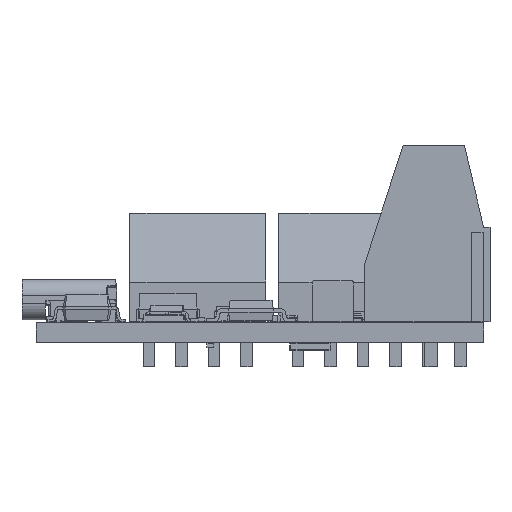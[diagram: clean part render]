
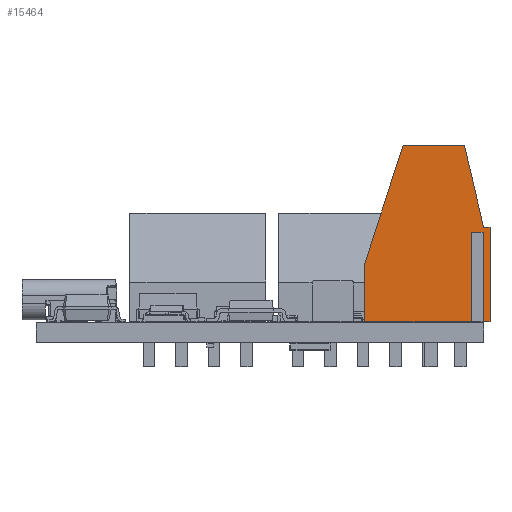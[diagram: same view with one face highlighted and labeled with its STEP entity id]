
A CAD part, left-side view. The second image highlights one B-rep face of the part: STEP entity #15464.
In plain terms, the highlighted planar face has unit normal (-1, 0, 0).
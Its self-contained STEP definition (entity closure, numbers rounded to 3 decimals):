
#15464 = ADVANCED_FACE('',(#15465),#15555,.F.);
#15465 = FACE_BOUND('',#15466,.F.);
#15466 = EDGE_LOOP('',(#15467,#15477,#15485,#15493,#15501,#15509,#15517,
    #15525,#15533,#15541,#15549));
#15467 = ORIENTED_EDGE('',*,*,#15468,.T.);
#15468 = EDGE_CURVE('',#15469,#15471,#15473,.T.);
#15469 = VERTEX_POINT('',#15470);
#15470 = CARTESIAN_POINT('',(-2.54,-2.6,13.8));
#15471 = VERTEX_POINT('',#15472);
#15472 = CARTESIAN_POINT('',(-2.54,-4.1,7.4));
#15473 = LINE('',#15474,#15475);
#15474 = CARTESIAN_POINT('',(-2.54,-2.6,13.8));
#15475 = VECTOR('',#15476,1.);
#15476 = DIRECTION('',(0.,-0.228,-0.974));
#15477 = ORIENTED_EDGE('',*,*,#15478,.T.);
#15478 = EDGE_CURVE('',#15471,#15479,#15481,.T.);
#15479 = VERTEX_POINT('',#15480);
#15480 = CARTESIAN_POINT('',(-2.54,-4.6,7.4));
#15481 = LINE('',#15482,#15483);
#15482 = CARTESIAN_POINT('',(-2.54,-4.1,7.4));
#15483 = VECTOR('',#15484,1.);
#15484 = DIRECTION('',(0.,-1.,0.));
#15485 = ORIENTED_EDGE('',*,*,#15486,.T.);
#15486 = EDGE_CURVE('',#15479,#15487,#15489,.T.);
#15487 = VERTEX_POINT('',#15488);
#15488 = CARTESIAN_POINT('',(-2.54,-4.6,0.));
#15489 = LINE('',#15490,#15491);
#15490 = CARTESIAN_POINT('',(-2.54,-4.6,13.8));
#15491 = VECTOR('',#15492,1.);
#15492 = DIRECTION('',(0.,0.,-1.));
#15493 = ORIENTED_EDGE('',*,*,#15494,.T.);
#15494 = EDGE_CURVE('',#15487,#15495,#15497,.T.);
#15495 = VERTEX_POINT('',#15496);
#15496 = CARTESIAN_POINT('',(-2.54,-3.83,0.));
#15497 = LINE('',#15498,#15499);
#15498 = CARTESIAN_POINT('',(-2.54,-4.6,0.));
#15499 = VECTOR('',#15500,1.);
#15500 = DIRECTION('',(0.,1.,0.));
#15501 = ORIENTED_EDGE('',*,*,#15502,.T.);
#15502 = EDGE_CURVE('',#15495,#15503,#15505,.T.);
#15503 = VERTEX_POINT('',#15504);
#15504 = CARTESIAN_POINT('',(-2.54,-3.83,7.));
#15505 = LINE('',#15506,#15507);
#15506 = CARTESIAN_POINT('',(-2.54,-3.83,0.));
#15507 = VECTOR('',#15508,1.);
#15508 = DIRECTION('',(0.,0.,1.));
#15509 = ORIENTED_EDGE('',*,*,#15510,.T.);
#15510 = EDGE_CURVE('',#15503,#15511,#15513,.T.);
#15511 = VERTEX_POINT('',#15512);
#15512 = CARTESIAN_POINT('',(-2.54,-3.37,7.));
#15513 = LINE('',#15514,#15515);
#15514 = CARTESIAN_POINT('',(-2.54,-3.83,7.));
#15515 = VECTOR('',#15516,1.);
#15516 = DIRECTION('',(0.,1.,0.));
#15517 = ORIENTED_EDGE('',*,*,#15518,.F.);
#15518 = EDGE_CURVE('',#15519,#15511,#15521,.T.);
#15519 = VERTEX_POINT('',#15520);
#15520 = CARTESIAN_POINT('',(-2.54,-3.37,0.));
#15521 = LINE('',#15522,#15523);
#15522 = CARTESIAN_POINT('',(-2.54,-3.37,0.));
#15523 = VECTOR('',#15524,1.);
#15524 = DIRECTION('',(0.,0.,1.));
#15525 = ORIENTED_EDGE('',*,*,#15526,.T.);
#15526 = EDGE_CURVE('',#15519,#15527,#15529,.T.);
#15527 = VERTEX_POINT('',#15528);
#15528 = CARTESIAN_POINT('',(-2.54,5.2,0.));
#15529 = LINE('',#15530,#15531);
#15530 = CARTESIAN_POINT('',(-2.54,-4.6,0.));
#15531 = VECTOR('',#15532,1.);
#15532 = DIRECTION('',(0.,1.,0.));
#15533 = ORIENTED_EDGE('',*,*,#15534,.T.);
#15534 = EDGE_CURVE('',#15527,#15535,#15537,.T.);
#15535 = VERTEX_POINT('',#15536);
#15536 = CARTESIAN_POINT('',(-2.54,5.2,4.57));
#15537 = LINE('',#15538,#15539);
#15538 = CARTESIAN_POINT('',(-2.54,5.2,0.));
#15539 = VECTOR('',#15540,1.);
#15540 = DIRECTION('',(0.,0.,1.));
#15541 = ORIENTED_EDGE('',*,*,#15542,.F.);
#15542 = EDGE_CURVE('',#15543,#15535,#15545,.T.);
#15543 = VERTEX_POINT('',#15544);
#15544 = CARTESIAN_POINT('',(-2.54,2.2,13.8));
#15545 = LINE('',#15546,#15547);
#15546 = CARTESIAN_POINT('',(-2.54,2.2,13.8));
#15547 = VECTOR('',#15548,1.);
#15548 = DIRECTION('',(0.,0.309,-0.951));
#15549 = ORIENTED_EDGE('',*,*,#15550,.T.);
#15550 = EDGE_CURVE('',#15543,#15469,#15551,.T.);
#15551 = LINE('',#15552,#15553);
#15552 = CARTESIAN_POINT('',(-2.54,5.2,13.8));
#15553 = VECTOR('',#15554,1.);
#15554 = DIRECTION('',(0.,-1.,0.));
#15555 = PLANE('',#15556);
#15556 = AXIS2_PLACEMENT_3D('',#15557,#15558,#15559);
#15557 = CARTESIAN_POINT('',(-2.54,0.3,6.9));
#15558 = DIRECTION('',(1.,0.,0.));
#15559 = DIRECTION('',(0.,0.,1.));
